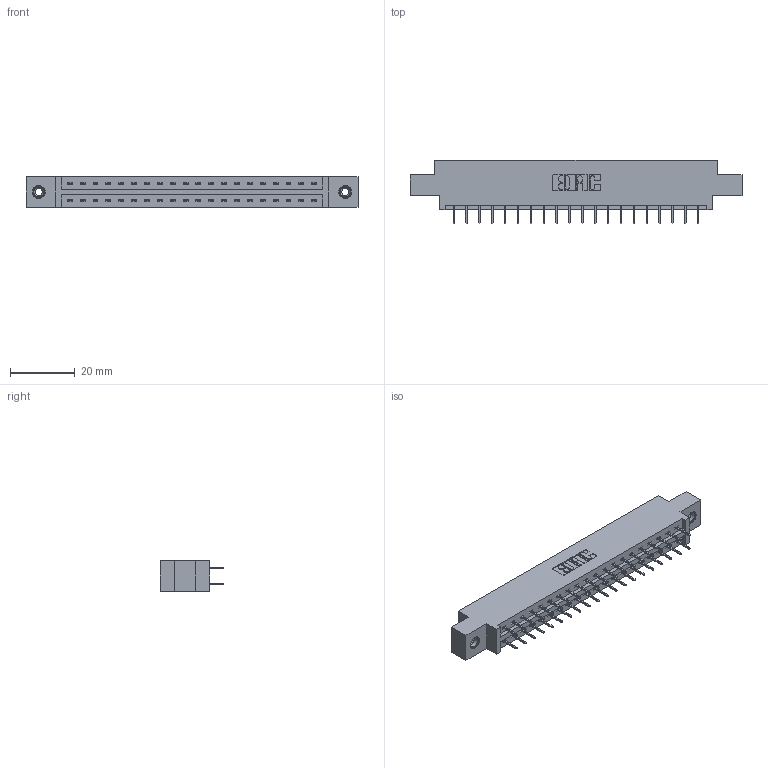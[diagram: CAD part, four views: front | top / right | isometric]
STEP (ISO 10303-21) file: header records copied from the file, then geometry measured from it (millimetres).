
FILE_DESCRIPTION (( 'STEP AP203' ), '1' );
FILE_NAME ('337-040-524-808.STEP', '2018-08-08T10:23:40', ( '' ), ( '' ), 'SwSTEP 2.0', 'SolidWorks 2016', '' );
FILE_SCHEMA (( 'CONFIG_CONTROL_DESIGN' ));
Length unit declared in the file: inch
Products named in the file (4): 337 Part_0.170 Offset - 0.156 Dia-TI; 345-292-001_345-293-124; 345-250-001_345-250-003-102; 337-040-524-808
Assembly tree (43 placements, depth 2):
  337-040-524-808
    337 Part_0.170 Offset - 0.156 Dia-TI
    345-292-001_345-293-124  x40
    345-250-001_345-250-003-102  x2
Bounding box: 102.26 x 19.69 x 9.4 mm (x, y, z)
Volume: 10299.6 mm3; surface area: 11374.3 mm2
Topology: 43 solids, 43 shells, 2498 faces, 7059 edges, 4538 vertices
Faces by surface type: plane 1866, cylinder 616, cone 12, torus 4
Entity records: 19744 total; most frequent: CARTESIAN_POINT 3325, ORIENTED_EDGE 3254, DIRECTION 2901, EDGE_CURVE 1627, VECTOR 1483, LINE 1483, VERTEX_POINT 1076, AXIS2_PLACEMENT_3D 709
